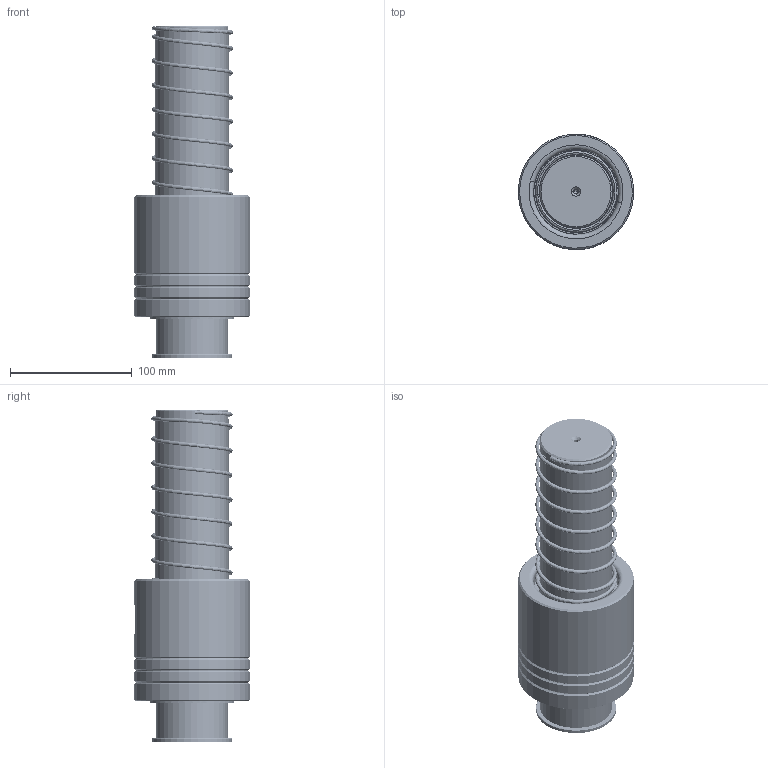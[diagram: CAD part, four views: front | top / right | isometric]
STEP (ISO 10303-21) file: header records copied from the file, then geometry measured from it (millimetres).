
FILE_DESCRIPTION (( 'STEP AP214' ), '1' );
FILE_NAME ('LKSH LKJH-D60-L240(BL-100).STEP', '2021-08-11T08:53:43', ( '' ), ( '' ), 'SwSTEP 2.0', 'SolidWorks 2016', '' );
FILE_SCHEMA (( 'AUTOMOTIVE_DESIGN' ));
Length unit declared in the file: millimetre
Products named in the file (301): BALL-D5; TBB-D95-d70-L100; BSH-69.5-60.5-L90; GTK-D66-d59; DSPK-D60-L240; HWP-D66.9-60.5-L130; BSH-D69.5-60.5-L90郪蚾; LKSH LKJH-D60-L240(BL-100)
Assembly tree (295 placements, depth 3):
  BALL-D5
  BALL-D5
  BALL-D5
  BALL-D5
  BALL-D5
Bounding box: 94.84 x 94.84 x 273 mm (x, y, z)
Volume: 1180996.5 mm3; surface area: 219956.1 mm2
Topology: 291 solids, 291 shells, 1277 faces, 5467 edges, 3628 vertices
Faces by surface type: sphere 1144, cone 46, cylinder 36, plane 21, torus 16, bspline 14
Entity records: 57737 total; most frequent: CARTESIAN_POINT 34285, ORIENTED_EDGE 4052, DIRECTION 3526, EDGE_CURVE 2026, AXIS2_PLACEMENT_3D 1712, VERTEX_POINT 1328, EDGE_LOOP 1282, B_SPLINE_CURVE_WITH_KNOTS 1209
